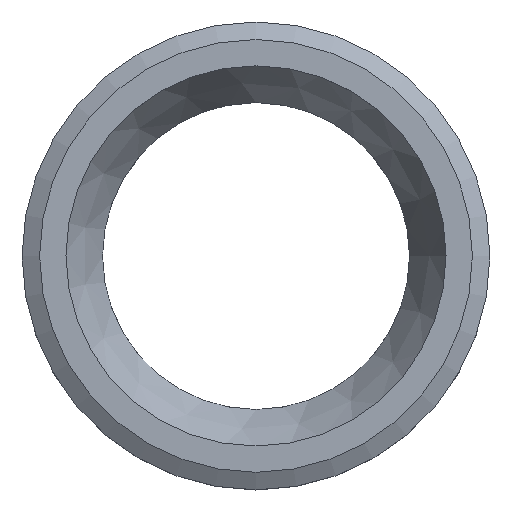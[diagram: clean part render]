
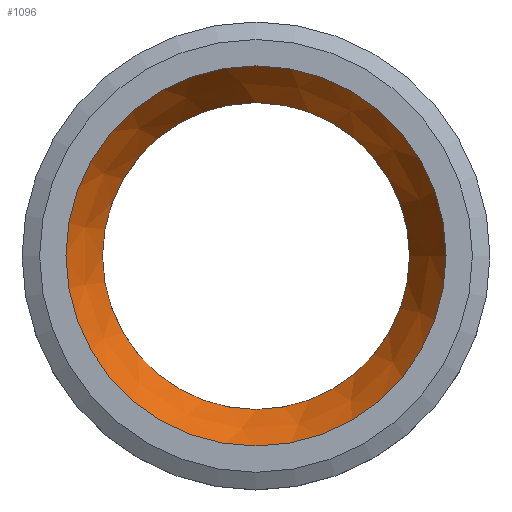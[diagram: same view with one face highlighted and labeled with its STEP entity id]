
A CAD part, top view. The second image highlights one B-rep face of the part: STEP entity #1096.
In plain terms, the highlighted conical face has half-angle 30 degrees and reference radius 10.5 mm.
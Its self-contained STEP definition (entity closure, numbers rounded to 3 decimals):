
#20=CONICAL_SURFACE('',#1198,10.5,0.524);
#123=CIRCLE('',#1196,13.208);
#125=CIRCLE('',#1199,10.5);
#223=ORIENTED_EDGE('',*,*,#448,.F.);
#224=ORIENTED_EDGE('',*,*,#446,.T.);
#446=EDGE_CURVE('',#554,#554,#123,.T.);
#448=EDGE_CURVE('',#556,#556,#125,.T.);
#554=VERTEX_POINT('',#1655);
#556=VERTEX_POINT('',#1660);
#646=EDGE_LOOP('',(#223));
#647=EDGE_LOOP('',(#224));
#702=FACE_BOUND('',#646,.T.);
#703=FACE_BOUND('',#647,.T.);
#1096=ADVANCED_FACE('',(#702,#703),#20,.F.);
#1196=AXIS2_PLACEMENT_3D('',#1654,#1401,#1402);
#1198=AXIS2_PLACEMENT_3D('',#1658,#1405,#1406);
#1199=AXIS2_PLACEMENT_3D('',#1659,#1407,#1408);
#1401=DIRECTION('',(0.,0.,1.));
#1402=DIRECTION('',(1.,0.,0.));
#1405=DIRECTION('',(0.,0.,1.));
#1406=DIRECTION('',(1.,0.,0.));
#1407=DIRECTION('',(0.,0.,1.));
#1408=DIRECTION('',(1.,0.,0.));
#1654=CARTESIAN_POINT('',(0.,0.,7.35));
#1655=CARTESIAN_POINT('',(13.208,0.,7.35));
#1658=CARTESIAN_POINT('',(0.,0.,2.659));
#1659=CARTESIAN_POINT('',(0.,0.,2.659));
#1660=CARTESIAN_POINT('',(10.5,0.,2.659));
